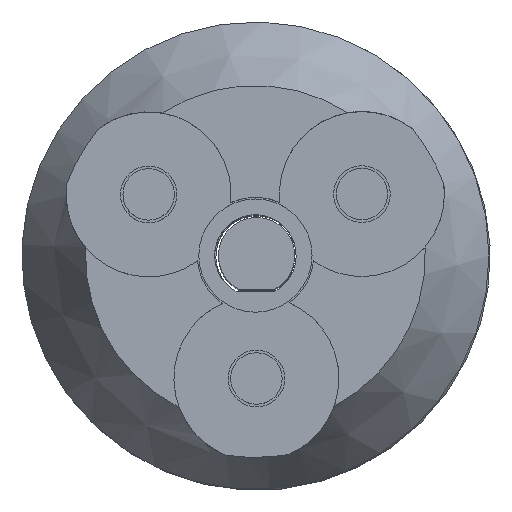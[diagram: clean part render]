
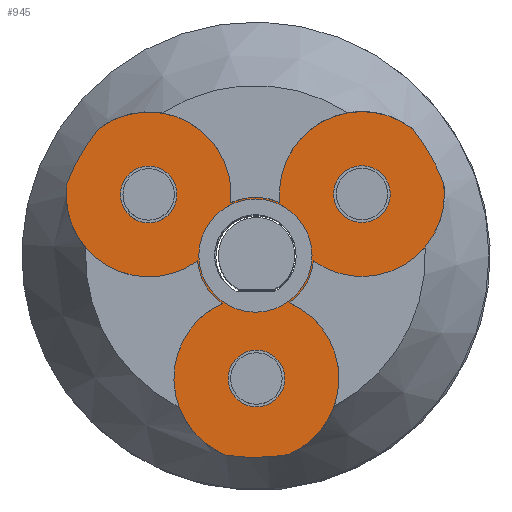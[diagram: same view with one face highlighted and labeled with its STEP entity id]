
A CAD part, top view. The second image highlights one B-rep face of the part: STEP entity #945.
In plain terms, the highlighted planar face has unit normal (0, 0, 1).
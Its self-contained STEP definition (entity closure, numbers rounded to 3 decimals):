
#32=FACE_BOUND('',#240,.T.);
#33=FACE_BOUND('',#241,.T.);
#34=FACE_BOUND('',#242,.T.);
#35=FACE_BOUND('',#243,.T.);
#152=FACE_OUTER_BOUND('',#239,.T.);
#239=EDGE_LOOP('',(#803,#804,#805,#806,#807,#808,#809,#810,#811,#812,#813,
#814));
#240=EDGE_LOOP('',(#815));
#241=EDGE_LOOP('',(#816));
#242=EDGE_LOOP('',(#817));
#243=EDGE_LOOP('',(#818));
#374=CIRCLE('',#1058,31.168);
#376=CIRCLE('',#1060,31.168);
#378=CIRCLE('',#1062,31.168);
#380=CIRCLE('',#1065,12.75);
#381=CIRCLE('',#1067,12.75);
#383=CIRCLE('',#1070,12.75);
#389=CIRCLE('',#1079,12.75);
#390=CIRCLE('',#1081,12.75);
#391=CIRCLE('',#1083,9.);
#392=CIRCLE('',#1084,9.);
#393=CIRCLE('',#1085,12.75);
#394=CIRCLE('',#1086,9.);
#395=CIRCLE('',#1087,4.375);
#396=CIRCLE('',#1088,8.75);
#397=CIRCLE('',#1089,4.375);
#398=CIRCLE('',#1090,4.375);
#466=VERTEX_POINT('',#1678);
#468=VERTEX_POINT('',#1691);
#469=VERTEX_POINT('',#1702);
#472=VERTEX_POINT('',#1717);
#473=VERTEX_POINT('',#1728);
#476=VERTEX_POINT('',#1743);
#478=VERTEX_POINT('',#1758);
#479=VERTEX_POINT('',#1762);
#481=VERTEX_POINT('',#1768);
#485=VERTEX_POINT('',#1782);
#486=VERTEX_POINT('',#1786);
#487=VERTEX_POINT('',#1792);
#488=VERTEX_POINT('',#1795);
#489=VERTEX_POINT('',#1797);
#490=VERTEX_POINT('',#1799);
#491=VERTEX_POINT('',#1801);
#578=EDGE_CURVE('',#468,#469,#374,.T.);
#582=EDGE_CURVE('',#472,#473,#376,.T.);
#586=EDGE_CURVE('',#476,#466,#378,.T.);
#589=EDGE_CURVE('',#478,#476,#380,.T.);
#590=EDGE_CURVE('',#466,#479,#381,.T.);
#593=EDGE_CURVE('',#469,#481,#383,.T.);
#601=EDGE_CURVE('',#485,#472,#389,.T.);
#602=EDGE_CURVE('',#473,#486,#390,.T.);
#604=EDGE_CURVE('',#486,#478,#391,.T.);
#605=EDGE_CURVE('',#481,#485,#392,.T.);
#606=EDGE_CURVE('',#487,#468,#393,.T.);
#607=EDGE_CURVE('',#479,#487,#394,.T.);
#608=EDGE_CURVE('',#488,#488,#395,.T.);
#609=EDGE_CURVE('',#489,#489,#396,.T.);
#610=EDGE_CURVE('',#490,#490,#397,.T.);
#611=EDGE_CURVE('',#491,#491,#398,.T.);
#803=ORIENTED_EDGE('',*,*,#586,.F.);
#804=ORIENTED_EDGE('',*,*,#589,.F.);
#805=ORIENTED_EDGE('',*,*,#604,.F.);
#806=ORIENTED_EDGE('',*,*,#602,.F.);
#807=ORIENTED_EDGE('',*,*,#582,.F.);
#808=ORIENTED_EDGE('',*,*,#601,.F.);
#809=ORIENTED_EDGE('',*,*,#605,.F.);
#810=ORIENTED_EDGE('',*,*,#593,.F.);
#811=ORIENTED_EDGE('',*,*,#578,.F.);
#812=ORIENTED_EDGE('',*,*,#606,.F.);
#813=ORIENTED_EDGE('',*,*,#607,.F.);
#814=ORIENTED_EDGE('',*,*,#590,.F.);
#815=ORIENTED_EDGE('',*,*,#608,.T.);
#816=ORIENTED_EDGE('',*,*,#609,.T.);
#817=ORIENTED_EDGE('',*,*,#610,.T.);
#818=ORIENTED_EDGE('',*,*,#611,.T.);
#889=PLANE('',#1082);
#945=ADVANCED_FACE('',(#152,#32,#33,#34,#35),#889,.F.);
#1058=AXIS2_PLACEMENT_3D('',#1703,#1319,#1320);
#1060=AXIS2_PLACEMENT_3D('',#1729,#1323,#1324);
#1062=AXIS2_PLACEMENT_3D('',#1754,#1327,#1328);
#1065=AXIS2_PLACEMENT_3D('',#1760,#1334,#1335);
#1067=AXIS2_PLACEMENT_3D('',#1763,#1338,#1339);
#1070=AXIS2_PLACEMENT_3D('',#1769,#1345,#1346);
#1079=AXIS2_PLACEMENT_3D('',#1784,#1365,#1366);
#1081=AXIS2_PLACEMENT_3D('',#1787,#1369,#1370);
#1082=AXIS2_PLACEMENT_3D('',#1789,#1372,#1373);
#1083=AXIS2_PLACEMENT_3D('',#1790,#1374,#1375);
#1084=AXIS2_PLACEMENT_3D('',#1791,#1376,#1377);
#1085=AXIS2_PLACEMENT_3D('',#1793,#1378,#1379);
#1086=AXIS2_PLACEMENT_3D('',#1794,#1380,#1381);
#1087=AXIS2_PLACEMENT_3D('',#1796,#1382,#1383);
#1088=AXIS2_PLACEMENT_3D('',#1798,#1384,#1385);
#1089=AXIS2_PLACEMENT_3D('',#1800,#1386,#1387);
#1090=AXIS2_PLACEMENT_3D('',#1802,#1388,#1389);
#1319=DIRECTION('center_axis',(0.,0.,
-1.));
#1320=DIRECTION('ref_axis',(-1.,0.,0.));
#1323=DIRECTION('center_axis',(0.,0.,
-1.));
#1324=DIRECTION('ref_axis',(-1.,0.,0.));
#1327=DIRECTION('center_axis',(0.,0.,
-1.));
#1328=DIRECTION('ref_axis',(-1.,0.,0.));
#1334=DIRECTION('center_axis',(0.,0.,
-1.));
#1335=DIRECTION('ref_axis',(-1.,0.,0.));
#1338=DIRECTION('center_axis',(0.,0.,
-1.));
#1339=DIRECTION('ref_axis',(-1.,0.,0.));
#1345=DIRECTION('center_axis',(0.,0.,
-1.));
#1346=DIRECTION('ref_axis',(-1.,0.,0.));
#1365=DIRECTION('center_axis',(0.,0.,
-1.));
#1366=DIRECTION('ref_axis',(-1.,0.,0.));
#1369=DIRECTION('center_axis',(0.,0.,
-1.));
#1370=DIRECTION('ref_axis',(-1.,0.,0.));
#1372=DIRECTION('center_axis',(0.,0.,
-1.));
#1373=DIRECTION('ref_axis',(0.,-1.,0.));
#1374=DIRECTION('center_axis',(0.,0.,
-1.));
#1375=DIRECTION('ref_axis',(-1.,0.,0.));
#1376=DIRECTION('center_axis',(0.,0.,
-1.));
#1377=DIRECTION('ref_axis',(-1.,0.,0.));
#1378=DIRECTION('center_axis',(0.,0.,
-1.));
#1379=DIRECTION('ref_axis',(-1.,0.,0.));
#1380=DIRECTION('center_axis',(0.,0.,
-1.));
#1381=DIRECTION('ref_axis',(-1.,0.,0.));
#1382=DIRECTION('center_axis',(0.,0.,
-1.));
#1383=DIRECTION('ref_axis',(-1.,0.,0.));
#1384=DIRECTION('center_axis',(0.,0.,
-1.));
#1385=DIRECTION('ref_axis',(-1.,0.,0.));
#1386=DIRECTION('center_axis',(0.,0.,
-1.));
#1387=DIRECTION('ref_axis',(-1.,0.,0.));
#1388=DIRECTION('center_axis',(0.,0.,
-1.));
#1389=DIRECTION('ref_axis',(-1.,0.,0.));
#1678=CARTESIAN_POINT('',(28.907,66.476,18.506));
#1691=CARTESIAN_POINT('',(4.936,24.555,18.506));
#1702=CARTESIAN_POINT('',(-4.791,24.472,18.506));
#1703=CARTESIAN_POINT('Origin',(-0.188,55.299,18.506));
#1717=CARTESIAN_POINT('',(-29.323,66.373,18.506));
#1728=CARTESIAN_POINT('',(-24.494,74.811,18.506));
#1729=CARTESIAN_POINT('Origin',(-0.188,55.299,18.506));
#1743=CARTESIAN_POINT('',(24.048,74.897,18.506));
#1754=CARTESIAN_POINT('Origin',(-0.188,55.299,18.506));
#1758=CARTESIAN_POINT('',(3.587,63.468,18.506));
#1760=CARTESIAN_POINT('Origin',(16.268,64.795,18.506));
#1762=CARTESIAN_POINT('',(8.774,54.48,18.506));
#1763=CARTESIAN_POINT('Origin',(16.268,64.795,18.506));
#1768=CARTESIAN_POINT('',(-5.314,47.901,18.506));
#1769=CARTESIAN_POINT('Origin',(-0.027,36.299,18.506));
#1782=CARTESIAN_POINT('',(-9.148,54.448,18.506));
#1784=CARTESIAN_POINT('Origin',(-16.678,64.737,18.506));
#1786=CARTESIAN_POINT('',(-3.993,63.455,18.506));
#1787=CARTESIAN_POINT('Origin',(-16.678,64.737,18.506));
#1789=CARTESIAN_POINT('Origin',(-0.188,55.299,18.506));
#1790=CARTESIAN_POINT('Origin',(-0.188,55.299,18.506));
#1791=CARTESIAN_POINT('Origin',(-0.188,55.299,18.506));
#1792=CARTESIAN_POINT('',(5.062,47.989,18.506));
#1793=CARTESIAN_POINT('Origin',(-0.027,36.299,18.506));
#1794=CARTESIAN_POINT('Origin',(-0.188,55.299,18.506));
#1795=CARTESIAN_POINT('',(-12.303,64.737,18.506));
#1796=CARTESIAN_POINT('Origin',(-16.678,64.737,18.506));
#1797=CARTESIAN_POINT('',(8.562,55.299,18.506));
#1798=CARTESIAN_POINT('Origin',(-0.188,55.299,18.506));
#1799=CARTESIAN_POINT('',(4.348,36.299,18.506));
#1800=CARTESIAN_POINT('Origin',(-0.027,36.299,18.506));
#1801=CARTESIAN_POINT('',(20.643,64.795,18.506));
#1802=CARTESIAN_POINT('Origin',(16.268,64.795,18.506));
